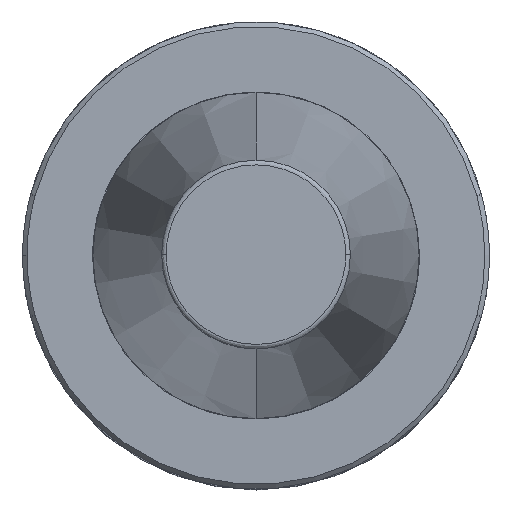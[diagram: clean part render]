
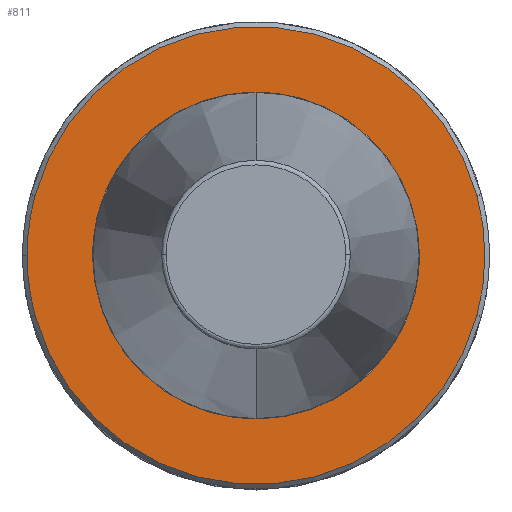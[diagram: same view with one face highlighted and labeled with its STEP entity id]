
A CAD part, top view. The second image highlights one B-rep face of the part: STEP entity #811.
In plain terms, the highlighted planar face has unit normal (0, 0, 1).
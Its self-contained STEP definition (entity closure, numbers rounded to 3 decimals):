
#17 = CIRCLE ( 'NONE', #62, 49. ) ;
#57 = AXIS2_PLACEMENT_3D ( 'NONE', #724, #722, #721 ) ;
#62 = AXIS2_PLACEMENT_3D ( 'NONE', #1340, #1342, #1065 ) ;
#73 = CARTESIAN_POINT ( 'NONE',  ( 35., 0., -3. ) ) ;
#74 = CARTESIAN_POINT ( 'NONE',  ( 35., -70., -3. ) ) ;
#83 = CARTESIAN_POINT ( 'NONE',  ( -35., -70., -3. ) ) ;
#87 = CARTESIAN_POINT ( 'NONE',  ( -35., 0., -3. ) ) ;
#119 = CIRCLE ( 'NONE', #1311, 49. ) ;
#130 = EDGE_CURVE ( 'NONE', #795, #675, #1041, .T. ) ;
#139 =( BOUNDED_CURVE ( )  B_SPLINE_CURVE ( 3, ( #87, #83, #74, #73 ),
 .UNSPECIFIED., .F., .T. ) 
 B_SPLINE_CURVE_WITH_KNOTS ( ( 4, 4 ),
 ( 0., 1. ),
 .UNSPECIFIED. ) 
 CURVE ( )  GEOMETRIC_REPRESENTATION_ITEM ( )  RATIONAL_B_SPLINE_CURVE ( ( 0.957, 0.319, 0.319, 0.957 ) ) 
 REPRESENTATION_ITEM ( '' )  );
#162 = CARTESIAN_POINT ( 'NONE',  ( -47.285, 12.85, -3. ) ) ;
#191 = FACE_OUTER_BOUND ( 'NONE', #1042, .T. ) ;
#201 = EDGE_CURVE ( 'NONE', #795, #861, #17, .T. ) ;
#237 = ORIENTED_EDGE ( 'NONE', *, *, #508, .F. ) ;
#244 = EDGE_CURVE ( 'NONE', #1206, #861, #119, .T. ) ;
#254 = VERTEX_POINT ( 'NONE', #972 ) ;
#364 = EDGE_CURVE ( 'NONE', #1206, #917, #474, .T. ) ;
#396 = CARTESIAN_POINT ( 'NONE',  ( -49., 0., -3. ) ) ;
#438 =( BOUNDED_CURVE ( )  B_SPLINE_CURVE ( 3, ( #804, #1007, #779, #778 ),
 .UNSPECIFIED., .F., .F. ) 
 B_SPLINE_CURVE_WITH_KNOTS ( ( 4, 4 ),
 ( 0., 1. ),
 .UNSPECIFIED. ) 
 CURVE ( )  GEOMETRIC_REPRESENTATION_ITEM ( )  RATIONAL_B_SPLINE_CURVE ( ( 0.957, 0.319, 0.319, 0.957 ) ) 
 REPRESENTATION_ITEM ( '' )  );
#442 = FACE_BOUND ( 'NONE', #1204, .T. ) ;
#469 = CARTESIAN_POINT ( 'NONE',  ( 47.285, 12.85, -3. ) ) ;
#474 = CIRCLE ( 'NONE', #828, 49. ) ;
#508 = EDGE_CURVE ( 'NONE', #254, #509, #438, .T. ) ;
#509 = VERTEX_POINT ( 'NONE', #926 ) ;
#536 = DIRECTION ( 'NONE',  ( -1., 0., 0. ) ) ;
#538 = DIRECTION ( 'NONE',  ( 0., 0., -1. ) ) ;
#539 = PLANE ( 'NONE',  #1008 ) ;
#554 = CARTESIAN_POINT ( 'NONE',  ( 47.285, -12.85, -3. ) ) ;
#557 = CARTESIAN_POINT ( 'NONE',  ( 47.852, -49.588, -3. ) ) ;
#585 = EDGE_CURVE ( 'NONE', #917, #675, #1078, .T. ) ;
#629 = ORIENTED_EDGE ( 'NONE', *, *, #585, .T. ) ;
#666 = CARTESIAN_POINT ( 'NONE',  ( -47.285, -12.85, -3. ) ) ;
#675 = VERTEX_POINT ( 'NONE', #666 ) ;
#715 = ORIENTED_EDGE ( 'NONE', *, *, #130, .F. ) ;
#721 = DIRECTION ( 'NONE',  ( 1., 0., 0. ) ) ;
#722 = DIRECTION ( 'NONE',  ( 0., 0., 1. ) ) ;
#724 = CARTESIAN_POINT ( 'NONE',  ( 0., 0., -3. ) ) ;
#742 = ORIENTED_EDGE ( 'NONE', *, *, #364, .T. ) ;
#778 = CARTESIAN_POINT ( 'NONE',  ( -35., 0., -3. ) ) ;
#779 = CARTESIAN_POINT ( 'NONE',  ( -35., 70., -3. ) ) ;
#795 = VERTEX_POINT ( 'NONE', #554 ) ;
#804 = CARTESIAN_POINT ( 'NONE',  ( 35., 0., -3. ) ) ;
#811 = ADVANCED_FACE ( 'NONE', ( #191, #442 ), #539, .F. ) ;
#822 = ORIENTED_EDGE ( 'NONE', *, *, #201, .T. ) ;
#828 = AXIS2_PLACEMENT_3D ( 'NONE', #910, #1332, #927 ) ;
#845 = AXIS2_PLACEMENT_3D ( 'NONE', #1291, #1212, #1031 ) ;
#861 = VERTEX_POINT ( 'NONE', #469 ) ;
#892 = ORIENTED_EDGE ( 'NONE', *, *, #244, .F. ) ;
#910 = CARTESIAN_POINT ( 'NONE',  ( 0., 0., -3. ) ) ;
#917 = VERTEX_POINT ( 'NONE', #396 ) ;
#926 = CARTESIAN_POINT ( 'NONE',  ( -35., 0., -3. ) ) ;
#927 = DIRECTION ( 'NONE',  ( 1., 0., 0. ) ) ;
#934 = DIRECTION ( 'NONE',  ( 0., 0., -1. ) ) ;
#935 = CARTESIAN_POINT ( 'NONE',  ( 0., 0., -3. ) ) ;
#972 = CARTESIAN_POINT ( 'NONE',  ( 35., 0., -3. ) ) ;
#1007 = CARTESIAN_POINT ( 'NONE',  ( 35., 70., -3. ) ) ;
#1008 = AXIS2_PLACEMENT_3D ( 'NONE', #557, #538, #536 ) ;
#1019 = DIRECTION ( 'NONE',  ( -1., 0., 0. ) ) ;
#1031 = DIRECTION ( 'NONE',  ( -1., 0., 0. ) ) ;
#1041 = CIRCLE ( 'NONE', #845, 49. ) ;
#1042 = EDGE_LOOP ( 'NONE', ( #892, #742, #629, #715, #822 ) ) ;
#1065 = DIRECTION ( 'NONE',  ( 1., 0., 0. ) ) ;
#1078 = CIRCLE ( 'NONE', #57, 49. ) ;
#1204 = EDGE_LOOP ( 'NONE', ( #237, #1240 ) ) ;
#1206 = VERTEX_POINT ( 'NONE', #162 ) ;
#1212 = DIRECTION ( 'NONE',  ( 0., 0., -1. ) ) ;
#1240 = ORIENTED_EDGE ( 'NONE', *, *, #1308, .F. ) ;
#1291 = CARTESIAN_POINT ( 'NONE',  ( 0., 0., -3. ) ) ;
#1308 = EDGE_CURVE ( 'NONE', #509, #254, #139, .T. ) ;
#1311 = AXIS2_PLACEMENT_3D ( 'NONE', #935, #934, #1019 ) ;
#1332 = DIRECTION ( 'NONE',  ( 0., 0., 1. ) ) ;
#1340 = CARTESIAN_POINT ( 'NONE',  ( 0., 0., -3. ) ) ;
#1342 = DIRECTION ( 'NONE',  ( 0., 0., 1. ) ) ;
